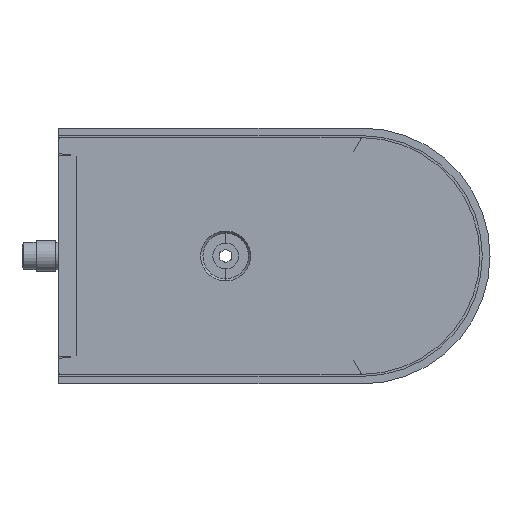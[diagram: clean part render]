
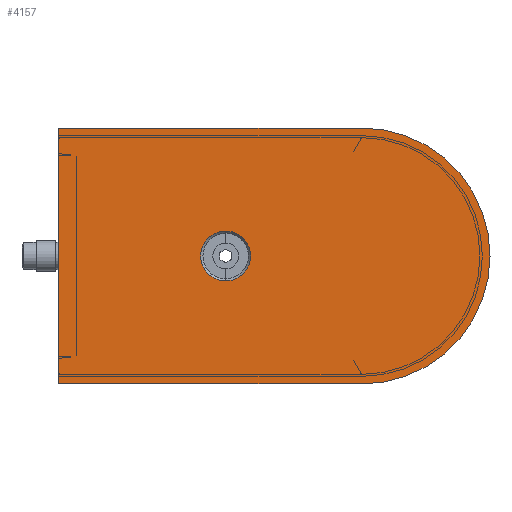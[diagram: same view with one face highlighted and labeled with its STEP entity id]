
A CAD part, left-side view. The second image highlights one B-rep face of the part: STEP entity #4157.
In plain terms, the highlighted planar face has unit normal (-1, 0, 0).
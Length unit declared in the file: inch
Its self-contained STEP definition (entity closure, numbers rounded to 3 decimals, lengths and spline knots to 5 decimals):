
#489 = FACE_OUTER_BOUND ( 'NONE', #1447, .T. ) ;
#493 = FACE_BOUND ( 'NONE', #1444, .T. ) ;
#595 = CIRCLE ( 'NONE', #2782, 0.1634 ) ;
#596 = CIRCLE ( 'NONE', #2783, 0.8375 ) ;
#597 = VECTOR ( 'NONE', #4027, 39.37008 ) ;
#598 = CIRCLE ( 'NONE', #2785, 0.8375 ) ;
#599 = VECTOR ( 'NONE', #4036, 39.37008 ) ;
#600 = LINE ( 'NONE', #4028, #597 ) ;
#610 = LINE ( 'NONE', #1848, #599 ) ;
#930 = CIRCLE ( 'NONE', #3274, 0.1634 ) ;
#965 = VECTOR ( 'NONE', #2514, 39.37008 ) ;
#969 = LINE ( 'NONE', #2510, #965 ) ;
#1117 = ORIENTED_EDGE ( 'NONE', *, *, #2891, .F. ) ;
#1155 = ORIENTED_EDGE ( 'NONE', *, *, #2884, .T. ) ;
#1157 = ORIENTED_EDGE ( 'NONE', *, *, #2886, .T. ) ;
#1161 = ORIENTED_EDGE ( 'NONE', *, *, #2881, .T. ) ;
#1180 = ORIENTED_EDGE ( 'NONE', *, *, #2605, .T. ) ;
#1196 = ORIENTED_EDGE ( 'NONE', *, *, #2879, .T. ) ;
#1200 = ORIENTED_EDGE ( 'NONE', *, *, #2629, .F. ) ;
#1444 = EDGE_LOOP ( 'NONE', ( #1117, #1200 ) ) ;
#1447 = EDGE_LOOP ( 'NONE', ( #1157, #1155, #1180, #1161, #1196 ) ) ;
#1515 = VERTEX_POINT ( 'NONE', #2529 ) ;
#1516 = VERTEX_POINT ( 'NONE', #2528 ) ;
#1517 = VERTEX_POINT ( 'NONE', #2527 ) ;
#1528 = VERTEX_POINT ( 'NONE', #2492 ) ;
#1591 = VERTEX_POINT ( 'NONE', #2284 ) ;
#1600 = VERTEX_POINT ( 'NONE', #2256 ) ;
#1641 = VERTEX_POINT ( 'NONE', #2140 ) ;
#1848 = CARTESIAN_POINT ( 'NONE',  ( -29.0048, 1.38181, -0.8375 ) ) ;
#2140 = CARTESIAN_POINT ( 'NONE',  ( -29.0048, 1.38181, -0.8375 ) ) ;
#2256 = CARTESIAN_POINT ( 'NONE',  ( -29.0048, -1.44046, 0. ) ) ;
#2284 = CARTESIAN_POINT ( 'NONE',  ( -29.0048, -0.60296, 0.8375 ) ) ;
#2429 = DIRECTION ( 'NONE',  ( 0., 0., -1. ) ) ;
#2430 = DIRECTION ( 'NONE',  ( -1., 0., 0. ) ) ;
#2431 = CARTESIAN_POINT ( 'NONE',  ( -29.0048, 0.29, 0. ) ) ;
#2492 = CARTESIAN_POINT ( 'NONE',  ( -29.0048, -0.60296, -0.8375 ) ) ;
#2510 = CARTESIAN_POINT ( 'NONE',  ( -29.0048, 1.38181, 0.8375 ) ) ;
#2514 = DIRECTION ( 'NONE',  ( 0., 1., 0. ) ) ;
#2527 = CARTESIAN_POINT ( 'NONE',  ( -29.0048, 0.29, -0.16341 ) ) ;
#2528 = CARTESIAN_POINT ( 'NONE',  ( -29.0048, 0.29, 0.1634 ) ) ;
#2529 = CARTESIAN_POINT ( 'NONE',  ( -29.0048, 1.38181, 0.8375 ) ) ;
#2605 = EDGE_CURVE ( 'NONE', #1591, #1515, #969, .T. ) ;
#2629 = EDGE_CURVE ( 'NONE', #1516, #1517, #930, .T. ) ;
#2782 = AXIS2_PLACEMENT_3D ( 'NONE', #3995, #3993, #3991 ) ;
#2783 = AXIS2_PLACEMENT_3D ( 'NONE', #4010, #4008, #4006 ) ;
#2785 = AXIS2_PLACEMENT_3D ( 'NONE', #4020, #4018, #4015 ) ;
#2879 = EDGE_CURVE ( 'NONE', #1641, #1528, #610, .T. ) ;
#2881 = EDGE_CURVE ( 'NONE', #1515, #1641, #600, .T. ) ;
#2884 = EDGE_CURVE ( 'NONE', #1600, #1591, #598, .T. ) ;
#2886 = EDGE_CURVE ( 'NONE', #1528, #1600, #596, .T. ) ;
#2891 = EDGE_CURVE ( 'NONE', #1517, #1516, #595, .T. ) ;
#3263 = AXIS2_PLACEMENT_3D ( 'NONE', #3845, #3844, #3843 ) ;
#3274 = AXIS2_PLACEMENT_3D ( 'NONE', #2431, #2430, #2429 ) ;
#3843 = DIRECTION ( 'NONE',  ( 0., 0., -1. ) ) ;
#3844 = DIRECTION ( 'NONE',  ( -1., 0., 0. ) ) ;
#3845 = CARTESIAN_POINT ( 'NONE',  ( -29.0048, 0.2896, 0. ) ) ;
#3860 = PLANE ( 'NONE',  #3263 ) ;
#3991 = DIRECTION ( 'NONE',  ( 0., 0., -1. ) ) ;
#3993 = DIRECTION ( 'NONE',  ( -1., 0., 0. ) ) ;
#3995 = CARTESIAN_POINT ( 'NONE',  ( -29.0048, 0.29, 0. ) ) ;
#4006 = DIRECTION ( 'NONE',  ( 0., 0., -1. ) ) ;
#4008 = DIRECTION ( 'NONE',  ( -1., 0., 0. ) ) ;
#4010 = CARTESIAN_POINT ( 'NONE',  ( -29.0048, -0.60296, 0. ) ) ;
#4015 = DIRECTION ( 'NONE',  ( 0., 0., -1. ) ) ;
#4018 = DIRECTION ( 'NONE',  ( -1., 0., 0. ) ) ;
#4020 = CARTESIAN_POINT ( 'NONE',  ( -29.0048, -0.60296, 0. ) ) ;
#4027 = DIRECTION ( 'NONE',  ( 0., 0., -1. ) ) ;
#4028 = CARTESIAN_POINT ( 'NONE',  ( -29.0048, 1.38181, 0.8375 ) ) ;
#4036 = DIRECTION ( 'NONE',  ( 0., -1., 0. ) ) ;
#4157 = ADVANCED_FACE ( 'NONE', ( #493, #489 ), #3860, .T. ) ;
